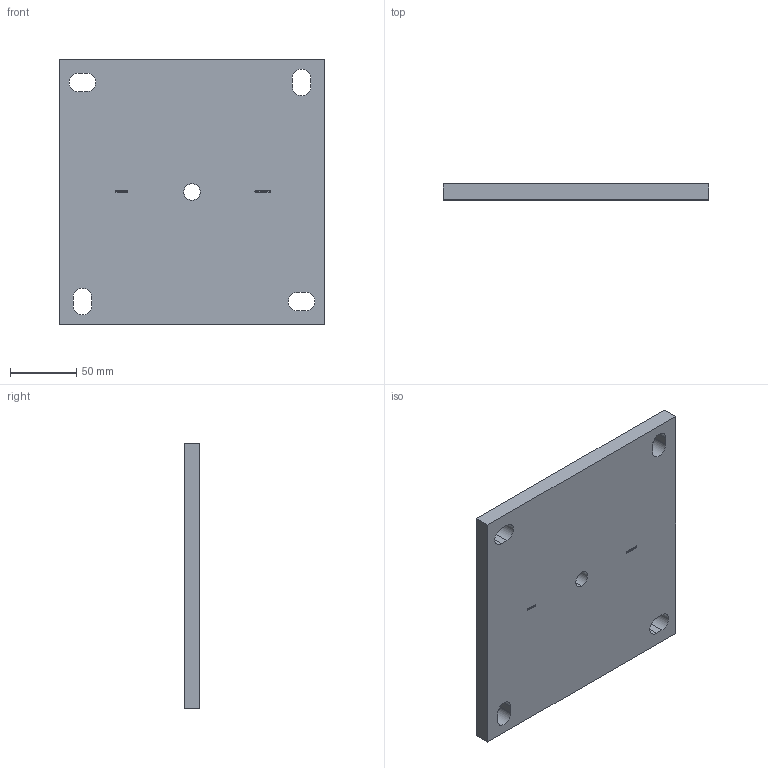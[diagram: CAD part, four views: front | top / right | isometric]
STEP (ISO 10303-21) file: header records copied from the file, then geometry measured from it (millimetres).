
FILE_DESCRIPTION (( 'STEP AP203' ), '1' );
FILE_NAME ('51013-STQ-12.STEP', '2019-04-09T10:52:39', ( '' ), ( '' ), 'SwSTEP 2.0', 'SolidWorks 2015', '' );
FILE_SCHEMA (( 'CONFIG_CONTROL_DESIGN' ));
Length unit declared in the file: millimetre
Products named in the file (1): 51013-STQ-12
Bounding box: 200 x 12 x 200 mm (x, y, z)
Volume: 467105.7 mm3; surface area: 90619.8 mm2
Topology: 1 solids, 1 shells, 272 faces, 735 edges, 490 vertices
Faces by surface type: plane 150, bspline 110, cylinder 12
Entity records: 14300 total; most frequent: CARTESIAN_POINT 8088, ORIENTED_EDGE 1470, DIRECTION 865, EDGE_CURVE 735, LINE 491, VECTOR 491, VERTEX_POINT 490, EDGE_LOOP 307
